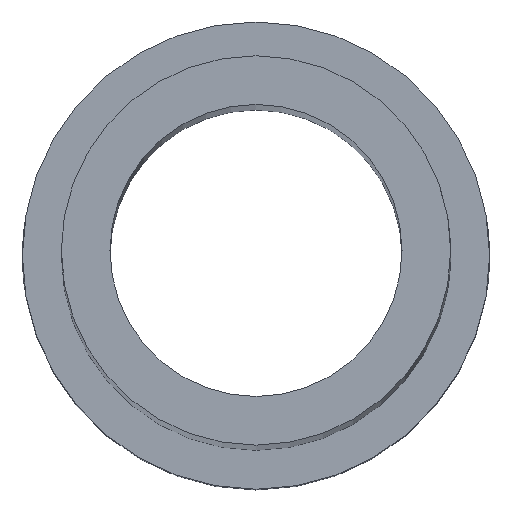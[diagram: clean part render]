
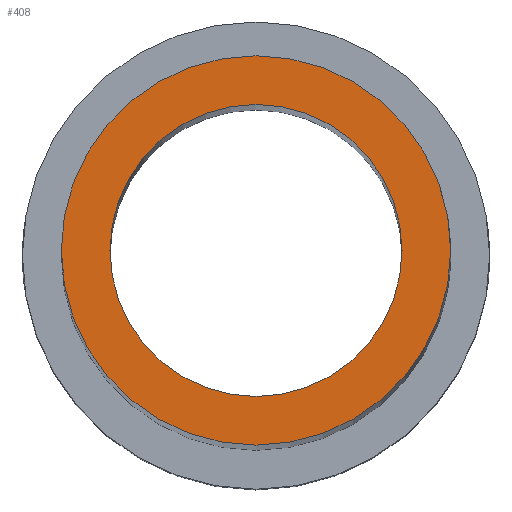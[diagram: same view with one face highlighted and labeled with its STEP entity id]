
A CAD part, top view. The second image highlights one B-rep face of the part: STEP entity #408.
In plain terms, the highlighted planar face has unit normal (0, 0, 1).
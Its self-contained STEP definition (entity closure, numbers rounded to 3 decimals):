
#12 = CARTESIAN_POINT ( 'NONE',  ( 0., 0., 348. ) ) ;
#14 = DIRECTION ( 'NONE',  ( 0., 0., 1. ) ) ;
#17 = VERTEX_POINT ( 'NONE', #663 ) ;
#21 = DIRECTION ( 'NONE',  ( 0., 0., 1. ) ) ;
#61 = EDGE_CURVE ( 'NONE', #110, #193, #376, .T. ) ;
#65 = DIRECTION ( 'NONE',  ( 1., 0., 0. ) ) ;
#82 = DIRECTION ( 'NONE',  ( 1., 0., 0. ) ) ;
#92 = DIRECTION ( 'NONE',  ( 1., 0., 0. ) ) ;
#110 = VERTEX_POINT ( 'NONE', #569 ) ;
#165 = ORIENTED_EDGE ( 'NONE', *, *, #342, .T. ) ;
#193 = VERTEX_POINT ( 'NONE', #942 ) ;
#273 = AXIS2_PLACEMENT_3D ( 'NONE', #687, #395, #540 ) ;
#292 = AXIS2_PLACEMENT_3D ( 'NONE', #677, #21, #92 ) ;
#342 = EDGE_CURVE ( 'NONE', #193, #110, #891, .T. ) ;
#361 = AXIS2_PLACEMENT_3D ( 'NONE', #12, #876, #65 ) ;
#376 = CIRCLE ( 'NONE', #567, 20. ) ;
#393 = AXIS2_PLACEMENT_3D ( 'NONE', #667, #14, #82 ) ;
#395 = DIRECTION ( 'NONE',  ( 0., 0., 1. ) ) ;
#398 = ORIENTED_EDGE ( 'NONE', *, *, #462, .F. ) ;
#408 = ADVANCED_FACE ( 'NONE', ( #697, #633 ), #597, .T. ) ;
#462 = EDGE_CURVE ( 'NONE', #535, #17, #566, .T. ) ;
#487 = CARTESIAN_POINT ( 'NONE',  ( 0., 0., 348. ) ) ;
#535 = VERTEX_POINT ( 'NONE', #762 ) ;
#540 = DIRECTION ( 'NONE',  ( 1., 0., 0. ) ) ;
#566 = CIRCLE ( 'NONE', #393, 15. ) ;
#567 = AXIS2_PLACEMENT_3D ( 'NONE', #487, #852, #861 ) ;
#569 = CARTESIAN_POINT ( 'NONE',  ( -20., 0., 348. ) ) ;
#592 = ORIENTED_EDGE ( 'NONE', *, *, #689, .F. ) ;
#597 = PLANE ( 'NONE',  #292 ) ;
#629 = ORIENTED_EDGE ( 'NONE', *, *, #61, .T. ) ;
#633 = FACE_OUTER_BOUND ( 'NONE', #789, .T. ) ;
#663 = CARTESIAN_POINT ( 'NONE',  ( 15., 0., 348. ) ) ;
#667 = CARTESIAN_POINT ( 'NONE',  ( 0., 0., 348. ) ) ;
#677 = CARTESIAN_POINT ( 'NONE',  ( 0., 0., 348. ) ) ;
#687 = CARTESIAN_POINT ( 'NONE',  ( 0., 0., 348. ) ) ;
#689 = EDGE_CURVE ( 'NONE', #17, #535, #719, .T. ) ;
#697 = FACE_BOUND ( 'NONE', #902, .T. ) ;
#719 = CIRCLE ( 'NONE', #273, 15. ) ;
#762 = CARTESIAN_POINT ( 'NONE',  ( -15., 0., 348. ) ) ;
#789 = EDGE_LOOP ( 'NONE', ( #165, #629 ) ) ;
#852 = DIRECTION ( 'NONE',  ( 0., 0., 1. ) ) ;
#861 = DIRECTION ( 'NONE',  ( 1., 0., 0. ) ) ;
#876 = DIRECTION ( 'NONE',  ( 0., 0., 1. ) ) ;
#891 = CIRCLE ( 'NONE', #361, 20. ) ;
#902 = EDGE_LOOP ( 'NONE', ( #592, #398 ) ) ;
#942 = CARTESIAN_POINT ( 'NONE',  ( 20., 0., 348. ) ) ;
